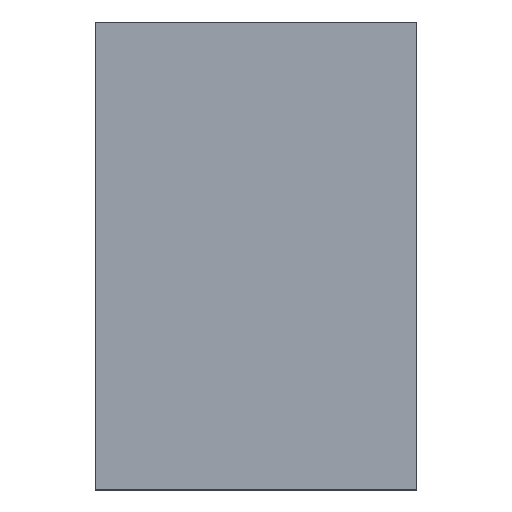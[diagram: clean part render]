
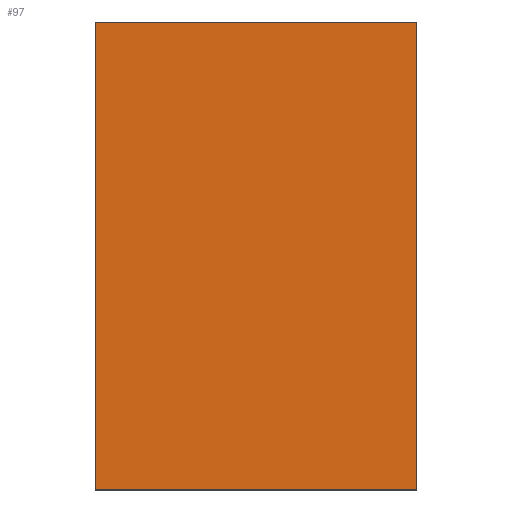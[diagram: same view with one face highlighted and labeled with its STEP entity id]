
A CAD part, top view. The second image highlights one B-rep face of the part: STEP entity #97.
In plain terms, the highlighted planar face has unit normal (0, 0, 1).
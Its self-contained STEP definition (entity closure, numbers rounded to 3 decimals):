
#42=CARTESIAN_POINT('',(430.,-400.,3.));
#43=VERTEX_POINT('',#42);
#50=CARTESIAN_POINT('',(540.,-400.,3.));
#51=VERTEX_POINT('',#50);
#52=CARTESIAN_POINT('',(430.,-400.,3.));
#53=DIRECTION('',(1.,0.,-0.));
#54=VECTOR('',#53,110.);
#55=LINE('',#52,#54);
#56=EDGE_CURVE('',#43,#51,#55,.T.);
#67=CARTESIAN_POINT('',(0.,0.,3.));
#68=DIRECTION('',(0.,0.,1.));
#69=DIRECTION('',(1.,0.,0.));
#70=AXIS2_PLACEMENT_3D('',#67,#68,#69);
#71=PLANE('',#70);
#72=ORIENTED_EDGE('',*,*,#56,.F.);
#73=CARTESIAN_POINT('',(430.,-560.,3.));
#74=VERTEX_POINT('',#73);
#75=CARTESIAN_POINT('',(430.,-400.,3.));
#76=DIRECTION('',(0.,-1.,0.));
#77=VECTOR('',#76,160.);
#78=LINE('',#75,#77);
#79=EDGE_CURVE('',#43,#74,#78,.T.);
#80=ORIENTED_EDGE('',*,*,#79,.T.);
#81=CARTESIAN_POINT('',(540.,-560.,3.));
#82=VERTEX_POINT('',#81);
#83=CARTESIAN_POINT('',(540.,-560.,3.));
#84=DIRECTION('',(-1.,0.,0.));
#85=VECTOR('',#84,110.);
#86=LINE('',#83,#85);
#87=EDGE_CURVE('',#82,#74,#86,.T.);
#88=ORIENTED_EDGE('',*,*,#87,.F.);
#89=CARTESIAN_POINT('',(540.,-400.,3.));
#90=DIRECTION('',(0.,-1.,0.));
#91=VECTOR('',#90,160.);
#92=LINE('',#89,#91);
#93=EDGE_CURVE('',#51,#82,#92,.T.);
#94=ORIENTED_EDGE('',*,*,#93,.F.);
#95=EDGE_LOOP('',(#72,#80,#88,#94));
#96=FACE_BOUND('',#95,.T.);
#97=ADVANCED_FACE('',(#96),#71,.T.);
